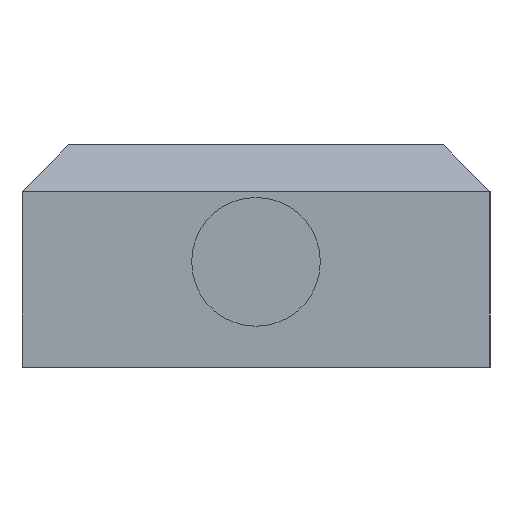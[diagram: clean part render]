
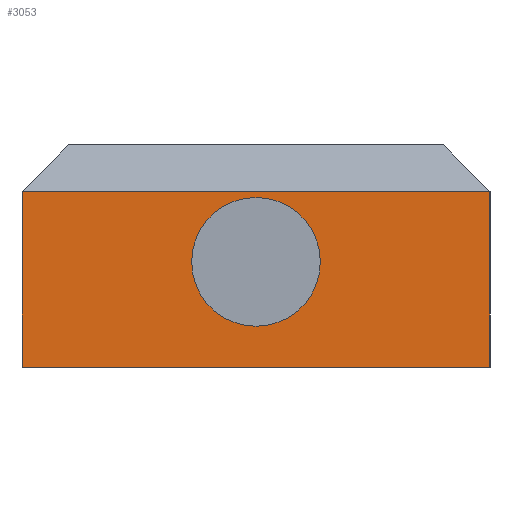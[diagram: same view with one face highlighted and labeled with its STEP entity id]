
A CAD part, front view. The second image highlights one B-rep face of the part: STEP entity #3053.
In plain terms, the highlighted planar face has unit normal (0, -1, 0).
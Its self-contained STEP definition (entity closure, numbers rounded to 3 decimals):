
#22=FACE_BOUND('',#469,.T.);
#137=PLANE('',#3340);
#299=FACE_OUTER_BOUND('',#468,.T.);
#468=EDGE_LOOP('',(#2710,#2711,#2712,#2713));
#469=EDGE_LOOP('',(#2714));
#591=CIRCLE('',#3275,2.75);
#786=LINE('',#4835,#1124);
#905=LINE('',#5055,#1243);
#908=LINE('',#5062,#1246);
#909=LINE('',#5063,#1247);
#1124=VECTOR('',#3931,10.);
#1243=VECTOR('',#4158,10.);
#1246=VECTOR('',#4167,10.);
#1247=VECTOR('',#4168,10.);
#1490=VERTEX_POINT('',#4811);
#1495=VERTEX_POINT('',#4827);
#1497=VERTEX_POINT('',#4833);
#1544=VERTEX_POINT('',#5054);
#1545=VERTEX_POINT('',#5061);
#1835=EDGE_CURVE('',#1490,#1490,#591,.T.);
#1846=EDGE_CURVE('',#1497,#1495,#786,.T.);
#1965=EDGE_CURVE('',#1544,#1495,#905,.T.);
#1968=EDGE_CURVE('',#1545,#1497,#908,.T.);
#1969=EDGE_CURVE('',#1545,#1544,#909,.T.);
#2710=ORIENTED_EDGE('',*,*,#1846,.F.);
#2711=ORIENTED_EDGE('',*,*,#1968,.F.);
#2712=ORIENTED_EDGE('',*,*,#1969,.T.);
#2713=ORIENTED_EDGE('',*,*,#1965,.T.);
#2714=ORIENTED_EDGE('',*,*,#1835,.T.);
#3053=ADVANCED_FACE('',(#299,#22),#137,.T.);
#3275=AXIS2_PLACEMENT_3D('',#4812,#3906,#3907);
#3340=AXIS2_PLACEMENT_3D('',#5060,#4165,#4166);
#3906=DIRECTION('center_axis',(0.,1.,0.));
#3907=DIRECTION('ref_axis',(1.,0.,0.));
#3931=DIRECTION('',(1.,0.,0.));
#4158=DIRECTION('',(0.,0.,1.));
#4165=DIRECTION('center_axis',(0.,-1.,0.));
#4166=DIRECTION('ref_axis',(1.,0.,0.));
#4167=DIRECTION('',(0.,0.,1.));
#4168=DIRECTION('',(1.,0.,0.));
#4811=CARTESIAN_POINT('',(-2.75,-94.,4.5));
#4812=CARTESIAN_POINT('Origin',(0.,-94.,4.5));
#4827=CARTESIAN_POINT('',(10.,-94.,7.5));
#4833=CARTESIAN_POINT('',(-10.,-94.,7.5));
#4835=CARTESIAN_POINT('',(-5.,-94.,7.5));
#5054=CARTESIAN_POINT('',(10.,-94.,0.));
#5055=CARTESIAN_POINT('',(10.,-94.,0.));
#5060=CARTESIAN_POINT('Origin',(-10.,-94.,0.));
#5061=CARTESIAN_POINT('',(-10.,-94.,0.));
#5062=CARTESIAN_POINT('',(-10.,-94.,0.));
#5063=CARTESIAN_POINT('',(-10.,-94.,0.));
